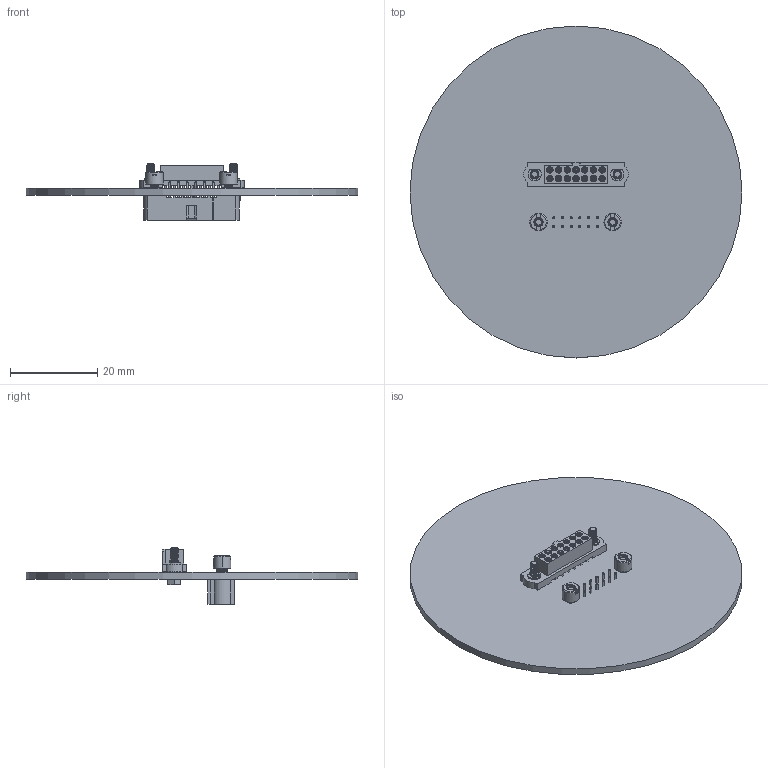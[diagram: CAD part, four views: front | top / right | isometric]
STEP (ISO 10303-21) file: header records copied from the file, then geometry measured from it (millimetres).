
FILE_DESCRIPTION(('Open CASCADE Model'),'2;1');
FILE_NAME('Open CASCADE Shape Model','2022-05-03T00:27:06',('Author'),( 'Open CASCADE'),'Open CASCADE STEP processor 6.8','Open CASCADE 6.8' ,'Unknown');
FILE_SCHEMA(('AUTOMOTIVE_DESIGN { 1 0 10303 214 1 1 1 1 }'));
Length unit declared in the file: millimetre
Products named in the file (23): PCB; Board; Open CASCADE STEP translator 6.8 4.1.1; J2; m80-5t11242me_asm; M80-2702098; M80-0200042; M80-210ME00; Open CASCADE STEP translator 6.8 4.2.1.14.1; Open CASCADE STEP translator 6.8 4.2.1.14.2; M80-213; Open CASCADE STEP translator 6.8 4.2.1.15.1; Open CASCADE STEP translator 6.8 4.2.1.15.2; J1; m80-4001401_asm; M80-2605098; M80-0150001_ASM; M80-0140006; Y3198; M80-214; Open CASCADE STEP translator 6.8 4.3.1.16.1; Open CASCADE STEP translator 6.8 4.3.1.16.2; M80-215
Assembly tree (50 placements, depth 5):
  PCB
    Board
      Open CASCADE STEP translator 6.8 4.1.1
    J2
      m80-5t11242me_asm
        M80-2702098
        M80-0200042  x12
        M80-210ME00  x2
          Open CASCADE STEP translator 6.8 4.2.1.14.1
          Open CASCADE STEP translator 6.8 4.2.1.14.2
        M80-213  x2
          Open CASCADE STEP translator 6.8 4.2.1.15.1
          Open CASCADE STEP translator 6.8 4.2.1.15.2
    J1
      m80-4001401_asm
        M80-2605098
        M80-0150001_ASM  x14
          M80-0140006
          Y3198
        M80-214  x2
          Open CASCADE STEP translator 6.8 4.3.1.16.1
          Open CASCADE STEP translator 6.8 4.3.1.16.2
        M80-215  x2
Bounding box: 76.2 x 76.2 x 12.94 mm (x, y, z)
Volume: 8327.5 mm3; surface area: 12528.5 mm2
Topology: 51 solids, 57 shells, 2286 faces, 5482 edges, 3338 vertices
Faces by surface type: bspline 780, plane 681, cylinder 519, cone 230, torus 48, sphere 28
Full cylindrical faces by diameter (mm): 76.2 x1
Entity records: 31350 total; most frequent: CARTESIAN_POINT 15138, ORIENTED_EDGE 3274, DIRECTION 3017, EDGE_CURVE 1644, AXIS2_PLACEMENT_3D 1100, VERTEX_POINT 1061, LINE 817, VECTOR 817
